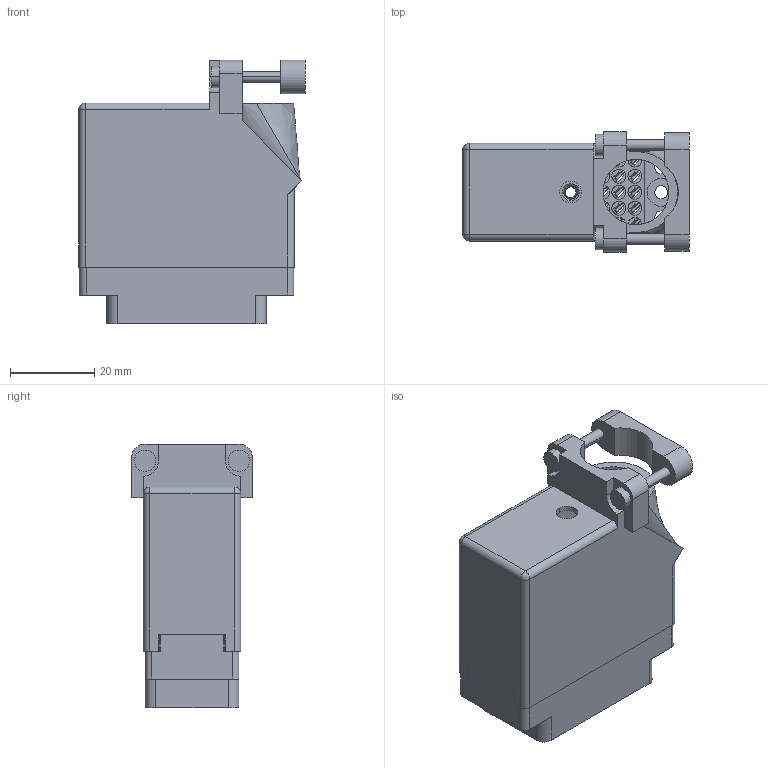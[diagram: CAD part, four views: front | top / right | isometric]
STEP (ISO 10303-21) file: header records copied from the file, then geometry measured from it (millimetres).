
FILE_DESCRIPTION (( 'STEP AP203' ), '1' );
FILE_NAME ('519-036-500-336.STEP', '2020-03-02T21:58:15', ( '' ), ( '' ), 'SwSTEP 2.0', 'SolidWorks 2016', '' );
FILE_SCHEMA (( 'CONFIG_CONTROL_DESIGN' ));
Length unit declared in the file: inch
Products named in the file (5): 519 Plug Insulator_036; 516-292-001_500 Contact; 516-252-035-100_516-252-035-100; 516-230-001_Plastic - 038 Top Entry - Large Clamp; 519-036-500-336
Assembly tree (39 placements, depth 2):
  519-036-500-336
    519 Plug Insulator_036
    516-292-001_500 Contact  x36
    516-252-035-100_516-252-035-100
    516-230-001_Plastic - 038 Top Entry - Large Clamp
Bounding box: 53.62 x 28.57 x 62.48 mm (x, y, z)
Volume: 21617.7 mm3; surface area: 32632.2 mm2
Topology: 39 solids, 39 shells, 3725 faces, 10783 edges, 7158 vertices
Faces by surface type: plane 2219, cylinder 1267, bspline 225, cone 12, sphere 2
Entity records: 39422 total; most frequent: CARTESIAN_POINT 9060, ORIENTED_EDGE 6162, DIRECTION 5944, EDGE_CURVE 3081, VECTOR 2226, LINE 2226, VERTEX_POINT 2048, AXIS2_PLACEMENT_3D 1859
